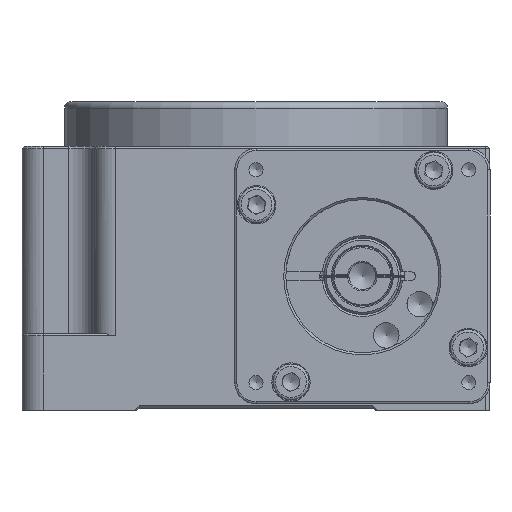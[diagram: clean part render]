
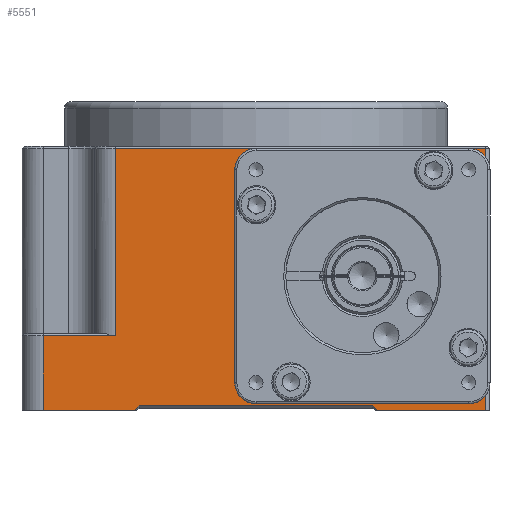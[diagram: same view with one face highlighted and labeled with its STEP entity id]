
A CAD part, front view. The second image highlights one B-rep face of the part: STEP entity #5551.
In plain terms, the highlighted planar face has unit normal (0, -1, 0).
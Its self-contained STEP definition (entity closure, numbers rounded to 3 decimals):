
#226 = EDGE_CURVE ( 'NONE', #31454, #31454, #5517, .T. ) ;
#1112 = EDGE_CURVE ( 'NONE', #23973, #28861, #2400, .T. ) ;
#1113 = EDGE_LOOP ( 'NONE', ( #24526 ) ) ;
#1867 = VERTEX_POINT ( 'NONE', #27129 ) ;
#2326 = DIRECTION ( 'NONE',  ( 0., 0., -1. ) ) ;
#2366 = CARTESIAN_POINT ( 'NONE',  ( -33., -61., 62. ) ) ;
#2400 = LINE ( 'NONE', #2366, #30782 ) ;
#2489 = AXIS2_PLACEMENT_3D ( 'NONE', #15556, #15511, #15454 ) ;
#2656 = EDGE_CURVE ( 'NONE', #12517, #17189, #17981, .T. ) ;
#2828 = EDGE_LOOP ( 'NONE', ( #24796 ) ) ;
#2907 = DIRECTION ( 'NONE',  ( 1., 0., 0. ) ) ;
#2939 = CARTESIAN_POINT ( 'NONE',  ( -55., -61., 0. ) ) ;
#2948 = LINE ( 'NONE', #2939, #34169 ) ;
#3148 = EDGE_LOOP ( 'NONE', ( #27736 ) ) ;
#3161 = EDGE_CURVE ( 'NONE', #17189, #23973, #10937, .T. ) ;
#3541 = EDGE_CURVE ( 'NONE', #29428, #29428, #33873, .T. ) ;
#4372 = CARTESIAN_POINT ( 'NONE',  ( -33., -61., 17.5 ) ) ;
#4620 = EDGE_LOOP ( 'NONE', ( #25171 ) ) ;
#4716 = EDGE_LOOP ( 'NONE', ( #27814 ) ) ;
#4842 = EDGE_LOOP ( 'NONE', ( #23712, #23517, #24468, #24305, #24059, #23830, #22914, #22648, #22441, #22268 ) ) ;
#4899 = VECTOR ( 'NONE', #17948, 1000. ) ;
#5047 = EDGE_CURVE ( 'NONE', #18949, #17116, #22302, .T. ) ;
#5369 = CARTESIAN_POINT ( 'NONE',  ( 28.5, -61., 0. ) ) ;
#5517 = CIRCLE ( 'NONE', #25967, 23. ) ;
#5521 = DIRECTION ( 'NONE',  ( 0., 0., -1. ) ) ;
#5551 = ADVANCED_FACE ( 'NONE', ( #15702, #15686, #15653, #15644, #15607, #15589 ), #15559, .F. ) ;
#5555 = DIRECTION ( 'NONE',  ( 0., -1., 0. ) ) ;
#5604 = CARTESIAN_POINT ( 'NONE',  ( 49.395, -61., 7.105 ) ) ;
#5695 = EDGE_CURVE ( 'NONE', #27960, #27960, #11240, .T. ) ;
#6034 = VECTOR ( 'NONE', #6132, 1000. ) ;
#6132 = DIRECTION ( 'NONE',  ( 1., 0., 0. ) ) ;
#6142 = CARTESIAN_POINT ( 'NONE',  ( -55., -61., 0. ) ) ;
#6177 = LINE ( 'NONE', #6142, #6034 ) ;
#6294 = AXIS2_PLACEMENT_3D ( 'NONE', #21925, #21919, #21880 ) ;
#6625 = VERTEX_POINT ( 'NONE', #35730 ) ;
#7121 = VECTOR ( 'NONE', #31788, 1000. ) ;
#7468 = EDGE_CURVE ( 'NONE', #33576, #1867, #24084, .T. ) ;
#8763 = DIRECTION ( 'NONE',  ( -0.707, 0., 0.707 ) ) ;
#8786 = CARTESIAN_POINT ( 'NONE',  ( 27.5, -61., 1. ) ) ;
#8795 = LINE ( 'NONE', #8786, #19660 ) ;
#9719 = CARTESIAN_POINT ( 'NONE',  ( -27.5, -61., 1. ) ) ;
#9758 = EDGE_CURVE ( 'NONE', #28861, #33576, #31868, .T. ) ;
#10899 = DIRECTION ( 'NONE',  ( -1., 0., 0. ) ) ;
#10927 = CARTESIAN_POINT ( 'NONE',  ( -33., -61., 61.5 ) ) ;
#10937 = LINE ( 'NONE', #10927, #12301 ) ;
#11240 = CIRCLE ( 'NONE', #31996, 2.1 ) ;
#11571 = EDGE_CURVE ( 'NONE', #22512, #17116, #8795, .T. ) ;
#12253 = CIRCLE ( 'NONE', #33010, 2.1 ) ;
#12301 = VECTOR ( 'NONE', #10899, 1000. ) ;
#12363 = DIRECTION ( 'NONE',  ( 0., 0., -1. ) ) ;
#12412 = DIRECTION ( 'NONE',  ( 0., -1., 0. ) ) ;
#12445 = CARTESIAN_POINT ( 'NONE',  ( 0.605, -61., 55.895 ) ) ;
#12517 = VERTEX_POINT ( 'NONE', #33846 ) ;
#13236 = DIRECTION ( 'NONE',  ( 0., 0., -1. ) ) ;
#13269 = DIRECTION ( 'NONE',  ( 0., -1., 0. ) ) ;
#13286 = CARTESIAN_POINT ( 'NONE',  ( 0.605, -61., 7.105 ) ) ;
#14429 = DIRECTION ( 'NONE',  ( 0., 0., 1. ) ) ;
#14463 = DIRECTION ( 'NONE',  ( 0., 1., 0. ) ) ;
#14470 = CARTESIAN_POINT ( 'NONE',  ( 25., -61., 31.5 ) ) ;
#14922 = EDGE_CURVE ( 'NONE', #22512, #12517, #6177, .T. ) ;
#15022 = VECTOR ( 'NONE', #22269, 1000. ) ;
#15193 = EDGE_CURVE ( 'NONE', #1867, #6625, #2948, .T. ) ;
#15454 = DIRECTION ( 'NONE',  ( 0., 0., 1. ) ) ;
#15511 = DIRECTION ( 'NONE',  ( 0., 1., 0. ) ) ;
#15556 = CARTESIAN_POINT ( 'NONE',  ( -55., -61., 62. ) ) ;
#15559 = PLANE ( 'NONE',  #2489 ) ;
#15589 = FACE_OUTER_BOUND ( 'NONE', #4842, .T. ) ;
#15607 = FACE_BOUND ( 'NONE', #4716, .T. ) ;
#15644 = FACE_BOUND ( 'NONE', #3148, .T. ) ;
#15653 = FACE_BOUND ( 'NONE', #4620, .T. ) ;
#15686 = FACE_BOUND ( 'NONE', #2828, .T. ) ;
#15702 = FACE_BOUND ( 'NONE', #1113, .T. ) ;
#17116 = VERTEX_POINT ( 'NONE', #32273 ) ;
#17189 = VERTEX_POINT ( 'NONE', #31627 ) ;
#17603 = DIRECTION ( 'NONE',  ( -0.707, 0., -0.707 ) ) ;
#17611 = CARTESIAN_POINT ( 'NONE',  ( -28.5, -61., 0. ) ) ;
#17644 = LINE ( 'NONE', #17611, #20272 ) ;
#17809 = AXIS2_PLACEMENT_3D ( 'NONE', #5604, #5555, #5521 ) ;
#17948 = DIRECTION ( 'NONE',  ( 0., 0., 1. ) ) ;
#17977 = CARTESIAN_POINT ( 'NONE',  ( 54., -61., 62. ) ) ;
#17981 = LINE ( 'NONE', #17977, #4899 ) ;
#18721 = EDGE_CURVE ( 'NONE', #22043, #22043, #12253, .T. ) ;
#18949 = VERTEX_POINT ( 'NONE', #9719 ) ;
#19112 = CARTESIAN_POINT ( 'NONE',  ( 49.395, -61., 53.795 ) ) ;
#19120 = VERTEX_POINT ( 'NONE', #19112 ) ;
#19660 = VECTOR ( 'NONE', #8763, 1000. ) ;
#20272 = VECTOR ( 'NONE', #17603, 1000. ) ;
#21880 = DIRECTION ( 'NONE',  ( 0., 0., -1. ) ) ;
#21919 = DIRECTION ( 'NONE',  ( 0., -1., 0. ) ) ;
#21925 = CARTESIAN_POINT ( 'NONE',  ( 49.395, -61., 55.895 ) ) ;
#21996 = CIRCLE ( 'NONE', #6294, 2.1 ) ;
#22026 = CARTESIAN_POINT ( 'NONE',  ( 0.605, -61., 53.795 ) ) ;
#22043 = VERTEX_POINT ( 'NONE', #22026 ) ;
#22268 = ORIENTED_EDGE ( 'NONE', *, *, #14922, .T. ) ;
#22269 = DIRECTION ( 'NONE',  ( 1., 0., 0. ) ) ;
#22274 = CARTESIAN_POINT ( 'NONE',  ( 28., -61., 1. ) ) ;
#22302 = LINE ( 'NONE', #22274, #15022 ) ;
#22431 = CARTESIAN_POINT ( 'NONE',  ( -50., -61., 17.5 ) ) ;
#22441 = ORIENTED_EDGE ( 'NONE', *, *, #11571, .F. ) ;
#22512 = VERTEX_POINT ( 'NONE', #5369 ) ;
#22648 = ORIENTED_EDGE ( 'NONE', *, *, #5047, .T. ) ;
#22914 = ORIENTED_EDGE ( 'NONE', *, *, #34022, .F. ) ;
#23517 = ORIENTED_EDGE ( 'NONE', *, *, #3161, .T. ) ;
#23712 = ORIENTED_EDGE ( 'NONE', *, *, #2656, .T. ) ;
#23830 = ORIENTED_EDGE ( 'NONE', *, *, #15193, .T. ) ;
#23915 = CARTESIAN_POINT ( 'NONE',  ( -33., -61., 61.5 ) ) ;
#23973 = VERTEX_POINT ( 'NONE', #23915 ) ;
#24041 = DIRECTION ( 'NONE',  ( 0., 0., -1. ) ) ;
#24048 = CARTESIAN_POINT ( 'NONE',  ( -50., -61., 62. ) ) ;
#24059 = ORIENTED_EDGE ( 'NONE', *, *, #7468, .T. ) ;
#24084 = LINE ( 'NONE', #24048, #36073 ) ;
#24162 = EDGE_CURVE ( 'NONE', #19120, #19120, #21996, .T. ) ;
#24305 = ORIENTED_EDGE ( 'NONE', *, *, #9758, .T. ) ;
#24468 = ORIENTED_EDGE ( 'NONE', *, *, #1112, .T. ) ;
#24526 = ORIENTED_EDGE ( 'NONE', *, *, #226, .T. ) ;
#24796 = ORIENTED_EDGE ( 'NONE', *, *, #3541, .F. ) ;
#25171 = ORIENTED_EDGE ( 'NONE', *, *, #5695, .F. ) ;
#25967 = AXIS2_PLACEMENT_3D ( 'NONE', #14470, #14463, #14429 ) ;
#27129 = CARTESIAN_POINT ( 'NONE',  ( -50., -61., 0. ) ) ;
#27736 = ORIENTED_EDGE ( 'NONE', *, *, #18721, .F. ) ;
#27814 = ORIENTED_EDGE ( 'NONE', *, *, #24162, .F. ) ;
#27955 = CARTESIAN_POINT ( 'NONE',  ( 0.605, -61., 5.005 ) ) ;
#27960 = VERTEX_POINT ( 'NONE', #27955 ) ;
#28861 = VERTEX_POINT ( 'NONE', #4372 ) ;
#29395 = CARTESIAN_POINT ( 'NONE',  ( 49.395, -61., 5.005 ) ) ;
#29428 = VERTEX_POINT ( 'NONE', #29395 ) ;
#30782 = VECTOR ( 'NONE', #2326, 1000. ) ;
#31419 = CARTESIAN_POINT ( 'NONE',  ( 25., -61., 54.5 ) ) ;
#31454 = VERTEX_POINT ( 'NONE', #31419 ) ;
#31627 = CARTESIAN_POINT ( 'NONE',  ( 54., -61., 61.5 ) ) ;
#31788 = DIRECTION ( 'NONE',  ( -1., 0., 0. ) ) ;
#31840 = CARTESIAN_POINT ( 'NONE',  ( -50., -61., 17.5 ) ) ;
#31868 = LINE ( 'NONE', #31840, #7121 ) ;
#31996 = AXIS2_PLACEMENT_3D ( 'NONE', #13286, #13269, #13236 ) ;
#32273 = CARTESIAN_POINT ( 'NONE',  ( 27.5, -61., 1. ) ) ;
#33010 = AXIS2_PLACEMENT_3D ( 'NONE', #12445, #12412, #12363 ) ;
#33576 = VERTEX_POINT ( 'NONE', #22431 ) ;
#33846 = CARTESIAN_POINT ( 'NONE',  ( 54., -61., 0. ) ) ;
#33873 = CIRCLE ( 'NONE', #17809, 2.1 ) ;
#34022 = EDGE_CURVE ( 'NONE', #18949, #6625, #17644, .T. ) ;
#34169 = VECTOR ( 'NONE', #2907, 1000. ) ;
#35730 = CARTESIAN_POINT ( 'NONE',  ( -28.5, -61., 0. ) ) ;
#36073 = VECTOR ( 'NONE', #24041, 1000. ) ;
